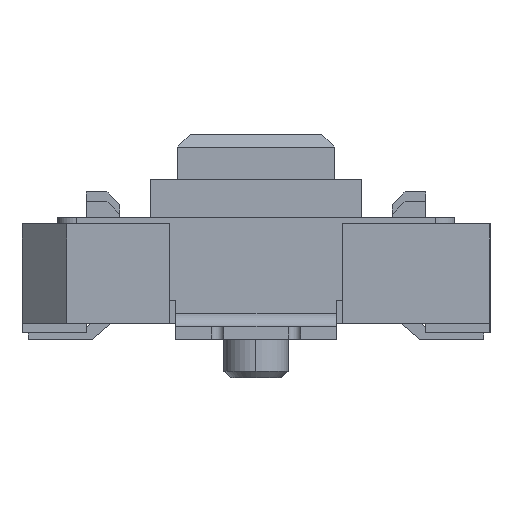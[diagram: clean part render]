
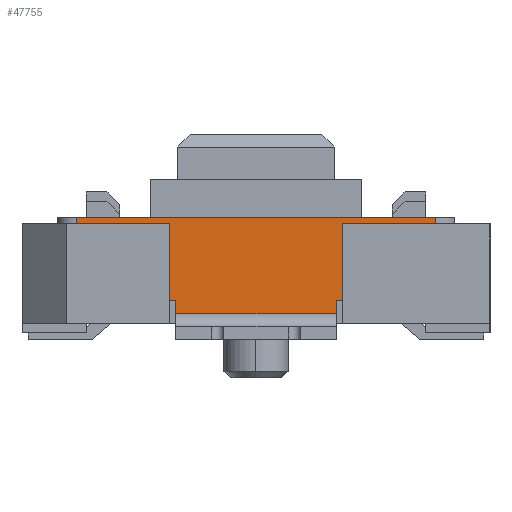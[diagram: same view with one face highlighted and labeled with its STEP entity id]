
A CAD part, left-side view. The second image highlights one B-rep face of the part: STEP entity #47755.
In plain terms, the highlighted planar face has unit normal (-1, 0, 0).
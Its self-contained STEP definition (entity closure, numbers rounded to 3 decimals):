
#7329 = VERTEX_POINT('',#7330);
#7330 = CARTESIAN_POINT('',(-23.65,1.25,0.648
    ));
#7336 = EDGE_CURVE('',#7337,#7329,#7339,.T.);
#7337 = VERTEX_POINT('',#7338);
#7338 = CARTESIAN_POINT('',(-23.65,1.925,0.648
    ));
#7339 = LINE('',#7340,#7341);
#7340 = CARTESIAN_POINT('',(-23.65,0.,
    0.648));
#7341 = VECTOR('',#7342,1.);
#7342 = DIRECTION('',(0.,-1.,0.));
#13326 = VERTEX_POINT('',#13327);
#13327 = CARTESIAN_POINT('',(-23.65,1.925,
    1.448));
#13333 = EDGE_CURVE('',#13334,#13326,#13336,.T.);
#13334 = VERTEX_POINT('',#13335);
#13335 = CARTESIAN_POINT('',(-23.65,2.8,
    1.448));
#13336 = LINE('',#13337,#13338);
#13337 = CARTESIAN_POINT('',(-23.65,0.,
    1.448));
#13338 = VECTOR('',#13339,1.);
#13339 = DIRECTION('',(0.,-1.,0.));
#22663 = VERTEX_POINT('',#22664);
#22664 = CARTESIAN_POINT('',(-23.65,-1.925,
    1.448));
#22704 = VERTEX_POINT('',#22705);
#22705 = CARTESIAN_POINT('',(-23.65,-2.8,
    1.448));
#22712 = EDGE_CURVE('',#22663,#22704,#22713,.T.);
#22713 = LINE('',#22714,#22715);
#22714 = CARTESIAN_POINT('',(-23.65,0.,
    1.448));
#22715 = VECTOR('',#22716,1.);
#22716 = DIRECTION('',(0.,-1.,0.));
#26141 = VERTEX_POINT('',#26142);
#26142 = CARTESIAN_POINT('',(-23.65,-1.25,
    0.448));
#26158 = VERTEX_POINT('',#26159);
#26159 = CARTESIAN_POINT('',(-23.65,1.25,
    0.448));
#26166 = EDGE_CURVE('',#26158,#26141,#26167,.T.);
#26167 = LINE('',#26168,#26169);
#26168 = CARTESIAN_POINT('',(-23.65,0.,
    0.448));
#26169 = VECTOR('',#26170,1.);
#26170 = DIRECTION('',(0.,-1.,0.));
#26661 = EDGE_CURVE('',#13326,#7337,#26662,.T.);
#26662 = LINE('',#26663,#26664);
#26663 = CARTESIAN_POINT('',(-23.65,1.925,
    1.448));
#26664 = VECTOR('',#26665,1.);
#26665 = DIRECTION('',(0.,0.,-1.));
#32332 = EDGE_CURVE('',#32333,#32335,#32337,.T.);
#32333 = VERTEX_POINT('',#32334);
#32334 = CARTESIAN_POINT('',(-23.65,2.8,
    1.948));
#32335 = VERTEX_POINT('',#32336);
#32336 = CARTESIAN_POINT('',(-23.65,-2.8,
    1.948));
#32337 = LINE('',#32338,#32339);
#32338 = CARTESIAN_POINT('',(-23.65,0.,
    1.948));
#32339 = VECTOR('',#32340,1.);
#32340 = DIRECTION('',(0.,-1.,0.));
#44498 = EDGE_CURVE('',#22704,#32335,#44499,.T.);
#44499 = LINE('',#44500,#44501);
#44500 = CARTESIAN_POINT('',(-23.65,-2.8,
    1.448));
#44501 = VECTOR('',#44502,1.);
#44502 = DIRECTION('',(0.,0.,1.));
#47755 = ADVANCED_FACE('',(#47756),#47799,.T.);
#47756 = FACE_BOUND('',#47757,.T.);
#47757 = EDGE_LOOP('',(#47758,#47759,#47767,#47775,#47781,#47782,#47783,
    #47784,#47790,#47791,#47792,#47793));
#47758 = ORIENTED_EDGE('',*,*,#26166,.T.);
#47759 = ORIENTED_EDGE('',*,*,#47760,.F.);
#47760 = EDGE_CURVE('',#47761,#26141,#47763,.T.);
#47761 = VERTEX_POINT('',#47762);
#47762 = CARTESIAN_POINT('',(-23.65,-1.25,
    0.648));
#47763 = LINE('',#47764,#47765);
#47764 = CARTESIAN_POINT('',(-23.65,-1.25,
    1.448));
#47765 = VECTOR('',#47766,1.);
#47766 = DIRECTION('',(0.,0.,-1.));
#47767 = ORIENTED_EDGE('',*,*,#47768,.T.);
#47768 = EDGE_CURVE('',#47761,#47769,#47771,.T.);
#47769 = VERTEX_POINT('',#47770);
#47770 = CARTESIAN_POINT('',(-23.65,-1.925,
    0.648));
#47771 = LINE('',#47772,#47773);
#47772 = CARTESIAN_POINT('',(-23.65,0.,
    0.648));
#47773 = VECTOR('',#47774,1.);
#47774 = DIRECTION('',(0.,-1.,0.));
#47775 = ORIENTED_EDGE('',*,*,#47776,.F.);
#47776 = EDGE_CURVE('',#22663,#47769,#47777,.T.);
#47777 = LINE('',#47778,#47779);
#47778 = CARTESIAN_POINT('',(-23.65,-1.925,
    1.448));
#47779 = VECTOR('',#47780,1.);
#47780 = DIRECTION('',(0.,0.,-1.));
#47781 = ORIENTED_EDGE('',*,*,#22712,.T.);
#47782 = ORIENTED_EDGE('',*,*,#44498,.T.);
#47783 = ORIENTED_EDGE('',*,*,#32332,.F.);
#47784 = ORIENTED_EDGE('',*,*,#47785,.F.);
#47785 = EDGE_CURVE('',#13334,#32333,#47786,.T.);
#47786 = LINE('',#47787,#47788);
#47787 = CARTESIAN_POINT('',(-23.65,2.8,
    1.448));
#47788 = VECTOR('',#47789,1.);
#47789 = DIRECTION('',(0.,0.,1.));
#47790 = ORIENTED_EDGE('',*,*,#13333,.T.);
#47791 = ORIENTED_EDGE('',*,*,#26661,.T.);
#47792 = ORIENTED_EDGE('',*,*,#7336,.T.);
#47793 = ORIENTED_EDGE('',*,*,#47794,.F.);
#47794 = EDGE_CURVE('',#26158,#7329,#47795,.T.);
#47795 = LINE('',#47796,#47797);
#47796 = CARTESIAN_POINT('',(-23.65,1.25,
    1.448));
#47797 = VECTOR('',#47798,1.);
#47798 = DIRECTION('',(0.,0.,1.));
#47799 = PLANE('',#47800);
#47800 = AXIS2_PLACEMENT_3D('',#47801,#47802,#47803);
#47801 = CARTESIAN_POINT('',(-23.65,1.25,
    1.448));
#47802 = DIRECTION('',(-1.,0.,0.));
#47803 = DIRECTION('',(0.,1.,0.));
